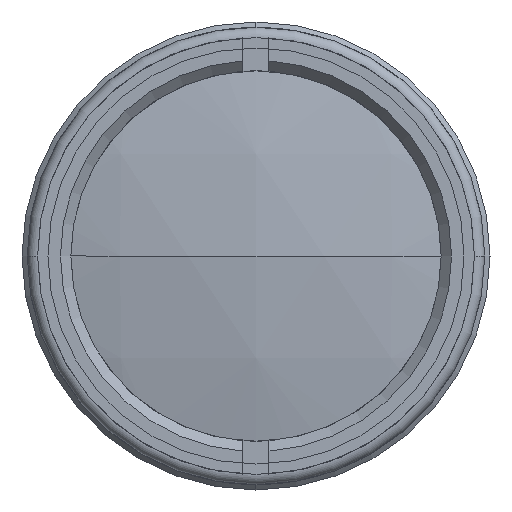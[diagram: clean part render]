
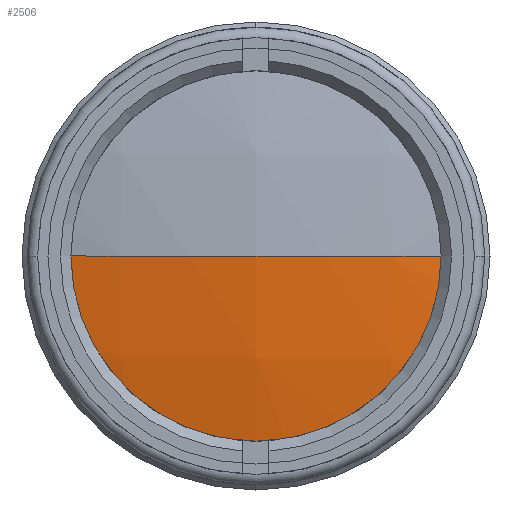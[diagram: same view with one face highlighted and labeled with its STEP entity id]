
A CAD part, left-side view. The second image highlights one B-rep face of the part: STEP entity #2506.
In plain terms, the highlighted spherical face has radius 87.5 mm.
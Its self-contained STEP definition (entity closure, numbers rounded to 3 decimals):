
#16 = DIRECTION ( 'NONE',  ( 0., 1., 0. ) ) ;
#219 = CARTESIAN_POINT ( 'NONE',  ( 8.616, 0., 0. ) ) ;
#343 = AXIS2_PLACEMENT_3D ( 'NONE', #219, #878, #2586 ) ;
#560 = AXIS2_PLACEMENT_3D ( 'NONE', #1432, #1663, #2898 ) ;
#595 = ORIENTED_EDGE ( 'NONE', *, *, #2030, .T. ) ;
#610 = DIRECTION ( 'NONE',  ( -1., 0., 0. ) ) ;
#878 = DIRECTION ( 'NONE',  ( 0., 0., -1. ) ) ;
#1119 = CARTESIAN_POINT ( 'NONE',  ( -76.683, 19.5, 0. ) ) ;
#1131 = FACE_OUTER_BOUND ( 'NONE', #3782, .T. ) ;
#1225 = DIRECTION ( 'NONE',  ( 0., 0., -1. ) ) ;
#1244 = ORIENTED_EDGE ( 'NONE', *, *, #3571, .F. ) ;
#1288 = VERTEX_POINT ( 'NONE', #3577 ) ;
#1432 = CARTESIAN_POINT ( 'NONE',  ( 8.616, 0., 0. ) ) ;
#1663 = DIRECTION ( 'NONE',  ( 0., 0., 1. ) ) ;
#1770 = CIRCLE ( 'NONE', #3140, 19.5 ) ;
#1842 = DIRECTION ( 'NONE',  ( 0., 0., 1. ) ) ;
#1855 = CIRCLE ( 'NONE', #560, 87.5 ) ;
#1914 = CARTESIAN_POINT ( 'NONE',  ( -78.884, 0., 0. ) ) ;
#2030 = EDGE_CURVE ( 'NONE', #1288, #3417, #3661, .T. ) ;
#2062 = SPHERICAL_SURFACE ( 'NONE', #2140, 87.5 ) ;
#2140 = AXIS2_PLACEMENT_3D ( 'NONE', #2789, #1225, #16 ) ;
#2419 = ORIENTED_EDGE ( 'NONE', *, *, #3149, .T. ) ;
#2506 = ADVANCED_FACE ( 'NONE', ( #1131 ), #2062, .T. ) ;
#2586 = DIRECTION ( 'NONE',  ( 0., 1., 0. ) ) ;
#2711 = CARTESIAN_POINT ( 'NONE',  ( -76.683, 0., 0. ) ) ;
#2789 = CARTESIAN_POINT ( 'NONE',  ( 8.616, 0., 0. ) ) ;
#2898 = DIRECTION ( 'NONE',  ( 1., 0., 0. ) ) ;
#3140 = AXIS2_PLACEMENT_3D ( 'NONE', #2711, #610, #1842 ) ;
#3149 = EDGE_CURVE ( 'NONE', #3544, #1288, #1770, .T. ) ;
#3417 = VERTEX_POINT ( 'NONE', #1914 ) ;
#3544 = VERTEX_POINT ( 'NONE', #1119 ) ;
#3571 = EDGE_CURVE ( 'NONE', #3544, #3417, #1855, .T. ) ;
#3577 = CARTESIAN_POINT ( 'NONE',  ( -76.683, -19.5, 0. ) ) ;
#3661 = CIRCLE ( 'NONE', #343, 87.5 ) ;
#3782 = EDGE_LOOP ( 'NONE', ( #2419, #595, #1244 ) ) ;
